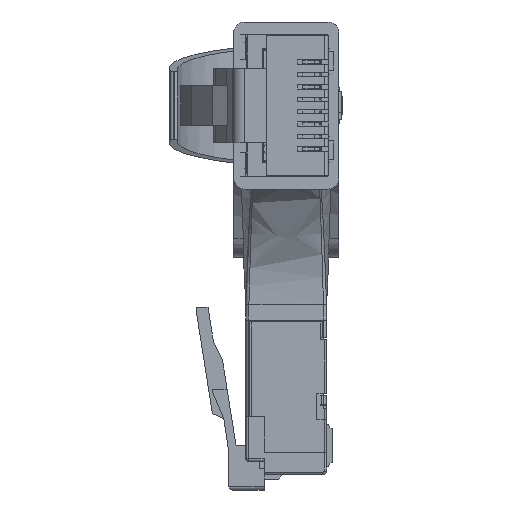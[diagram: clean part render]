
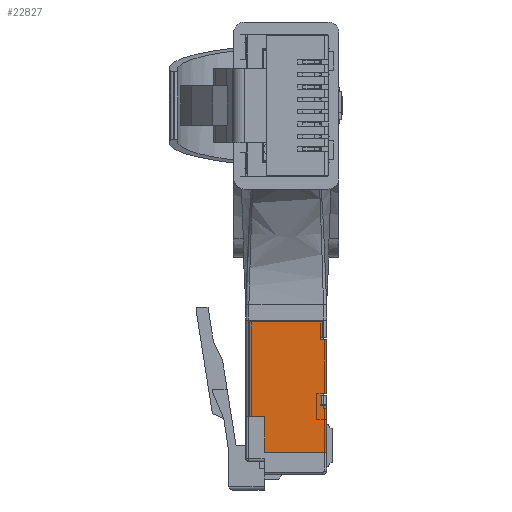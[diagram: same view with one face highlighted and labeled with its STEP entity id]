
A CAD part, left-side view. The second image highlights one B-rep face of the part: STEP entity #22827.
In plain terms, the highlighted face is planar.
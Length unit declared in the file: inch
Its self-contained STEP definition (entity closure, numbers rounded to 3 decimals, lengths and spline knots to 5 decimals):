
#724 = CARTESIAN_POINT ( 'NONE',  ( 0.11417, 0.12992, 0.22992 ) ) ;
#816 = ORIENTED_EDGE ( 'NONE', *, *, #1695, .T. ) ;
#1023 = VECTOR ( 'NONE', #28138, 39.37008 ) ;
#1695 = EDGE_CURVE ( 'NONE', #2952, #39787, #3084, .T. ) ;
#2796 = EDGE_CURVE ( 'NONE', #2952, #51429, #33614, .T. ) ;
#2952 = VERTEX_POINT ( 'NONE', #56083 ) ;
#3084 = LINE ( 'NONE', #33930, #47669 ) ;
#4163 = ORIENTED_EDGE ( 'NONE', *, *, #51997, .F. ) ;
#4328 = CARTESIAN_POINT ( 'NONE',  ( 0., 0.0689, 0.22992 ) ) ;
#4868 = ORIENTED_EDGE ( 'NONE', *, *, #2796, .F. ) ;
#5091 = FACE_OUTER_BOUND ( 'NONE', #55475, .T. ) ;
#5691 = CARTESIAN_POINT ( 'NONE',  ( 0.18878, 0.11811, 0.22992 ) ) ;
#5786 = ORIENTED_EDGE ( 'NONE', *, *, #34871, .T. ) ;
#6100 = PLANE ( 'NONE',  #15423 ) ;
#6208 = VECTOR ( 'NONE', #38140, 39.37008 ) ;
#6445 = VECTOR ( 'NONE', #43165, 39.37008 ) ;
#6538 = CARTESIAN_POINT ( 'NONE',  ( 0.4252, 0.11811, 0.22992 ) ) ;
#6575 = EDGE_CURVE ( 'NONE', #9196, #52554, #34021, .T. ) ;
#6924 = CARTESIAN_POINT ( 'NONE',  ( 0.4252, -0.11031, 0.22992 ) ) ;
#7270 = VERTEX_POINT ( 'NONE', #13649 ) ;
#7449 = CARTESIAN_POINT ( 'NONE',  ( 0.11417, 0.0689, 0.22992 ) ) ;
#7592 = VECTOR ( 'NONE', #17361, 39.37008 ) ;
#7636 = DIRECTION ( 'NONE',  ( -1., 0., 0. ) ) ;
#8051 = DIRECTION ( 'NONE',  ( 0., -1., 0. ) ) ;
#8568 = ORIENTED_EDGE ( 'NONE', *, *, #31535, .F. ) ;
#9196 = VERTEX_POINT ( 'NONE', #31309 ) ;
#9480 = VERTEX_POINT ( 'NONE', #45851 ) ;
#11919 = DIRECTION ( 'NONE',  ( 0., -1., 0. ) ) ;
#12938 = CARTESIAN_POINT ( 'NONE',  ( 0., 0.0689, 0.22992 ) ) ;
#13649 = CARTESIAN_POINT ( 'NONE',  ( 0.15433, -0.11031, 0.22992 ) ) ;
#13654 = ORIENTED_EDGE ( 'NONE', *, *, #21194, .F. ) ;
#13768 = VERTEX_POINT ( 'NONE', #22057 ) ;
#14161 = CARTESIAN_POINT ( 'NONE',  ( 0.4252, -0.11811, 0.22992 ) ) ;
#14934 = CARTESIAN_POINT ( 'NONE',  ( 0.36299, -0.12992, 0.22992 ) ) ;
#15417 = VECTOR ( 'NONE', #28317, 39.37008 ) ;
#15423 = AXIS2_PLACEMENT_3D ( 'NONE', #58077, #48500, #54083 ) ;
#15673 = VECTOR ( 'NONE', #47039, 39.37008 ) ;
#16148 = VECTOR ( 'NONE', #54441, 39.37008 ) ;
#16213 = CARTESIAN_POINT ( 'NONE',  ( 0.36299, -0.12992, 0.22992 ) ) ;
#17249 = VECTOR ( 'NONE', #8051, 39.37008 ) ;
#17361 = DIRECTION ( 'NONE',  ( 1., 0., 0. ) ) ;
#17419 = CARTESIAN_POINT ( 'NONE',  ( 0.36299, -0.11811, 0.22992 ) ) ;
#17639 = CARTESIAN_POINT ( 'NONE',  ( 0.36811, -0.11811, 0.22992 ) ) ;
#18763 = ORIENTED_EDGE ( 'NONE', *, *, #53924, .F. ) ;
#19120 = LINE ( 'NONE', #33018, #6445 ) ;
#19506 = EDGE_CURVE ( 'NONE', #9480, #42644, #20371, .T. ) ;
#19654 = EDGE_CURVE ( 'NONE', #42644, #21214, #38185, .T. ) ;
#19749 = DIRECTION ( 'NONE',  ( -1., 0., 0. ) ) ;
#20213 = LINE ( 'NONE', #724, #56636 ) ;
#20277 = LINE ( 'NONE', #31488, #7592 ) ;
#20371 = LINE ( 'NONE', #47073, #1023 ) ;
#20652 = DIRECTION ( 'NONE',  ( -1., 0., 0. ) ) ;
#20874 = VERTEX_POINT ( 'NONE', #54660 ) ;
#21194 = EDGE_CURVE ( 'NONE', #23212, #23792, #34319, .T. ) ;
#21214 = VERTEX_POINT ( 'NONE', #55647 ) ;
#21660 = VECTOR ( 'NONE', #7636, 39.37008 ) ;
#22057 = CARTESIAN_POINT ( 'NONE',  ( 0.18386, -0.11031, 0.22992 ) ) ;
#22827 = ADVANCED_FACE ( 'NONE', ( #5091 ), #6100, .F. ) ;
#23212 = VERTEX_POINT ( 'NONE', #14161 ) ;
#23792 = VERTEX_POINT ( 'NONE', #17639 ) ;
#23894 = EDGE_CURVE ( 'NONE', #25542, #21214, #19120, .T. ) ;
#24314 = VECTOR ( 'NONE', #20652, 39.37008 ) ;
#25065 = LINE ( 'NONE', #61586, #15417 ) ;
#25312 = LINE ( 'NONE', #41858, #15673 ) ;
#25542 = VERTEX_POINT ( 'NONE', #4328 ) ;
#26107 = ORIENTED_EDGE ( 'NONE', *, *, #58224, .F. ) ;
#26410 = VERTEX_POINT ( 'NONE', #52399 ) ;
#26848 = ORIENTED_EDGE ( 'NONE', *, *, #6575, .F. ) ;
#28138 = DIRECTION ( 'NONE',  ( 0., -1., 0. ) ) ;
#28155 = ORIENTED_EDGE ( 'NONE', *, *, #49521, .F. ) ;
#28317 = DIRECTION ( 'NONE',  ( -1., 0., 0. ) ) ;
#28681 = ORIENTED_EDGE ( 'NONE', *, *, #41131, .F. ) ;
#30400 = ORIENTED_EDGE ( 'NONE', *, *, #19654, .F. ) ;
#31309 = CARTESIAN_POINT ( 'NONE',  ( 0.18878, -0.12992, 0.22992 ) ) ;
#31440 = VECTOR ( 'NONE', #51353, 39.37008 ) ;
#31488 = CARTESIAN_POINT ( 'NONE',  ( 0.15433, -0.11523, 0.22992 ) ) ;
#31535 = EDGE_CURVE ( 'NONE', #46595, #23212, #56616, .T. ) ;
#31616 = VECTOR ( 'NONE', #19749, 39.37008 ) ;
#32018 = CARTESIAN_POINT ( 'NONE',  ( 0.36811, -0.11031, 0.22992 ) ) ;
#33018 = CARTESIAN_POINT ( 'NONE',  ( 0., 0.11811, 0.22992 ) ) ;
#33614 = LINE ( 'NONE', #17419, #17249 ) ;
#33930 = CARTESIAN_POINT ( 'NONE',  ( 0.36811, -0.11031, 0.22992 ) ) ;
#34021 = LINE ( 'NONE', #5691, #59287 ) ;
#34319 = LINE ( 'NONE', #45443, #21660 ) ;
#34567 = VERTEX_POINT ( 'NONE', #37331 ) ;
#34871 = EDGE_CURVE ( 'NONE', #39787, #23792, #59371, .T. ) ;
#34879 = LINE ( 'NONE', #6538, #40079 ) ;
#35453 = LINE ( 'NONE', #6924, #24314 ) ;
#36438 = EDGE_CURVE ( 'NONE', #52554, #13768, #25065, .T. ) ;
#37331 = CARTESIAN_POINT ( 'NONE',  ( 0.18386, -0.11523, 0.22992 ) ) ;
#38140 = DIRECTION ( 'NONE',  ( -1., 0., 0. ) ) ;
#38185 = LINE ( 'NONE', #56247, #6208 ) ;
#38559 = VECTOR ( 'NONE', #11919, 39.37008 ) ;
#39778 = LINE ( 'NONE', #14934, #31616 ) ;
#39787 = VERTEX_POINT ( 'NONE', #32018 ) ;
#40079 = VECTOR ( 'NONE', #40215, 39.37008 ) ;
#40215 = DIRECTION ( 'NONE',  ( -1., 0., 0. ) ) ;
#41131 = EDGE_CURVE ( 'NONE', #13768, #34567, #25312, .T. ) ;
#41858 = CARTESIAN_POINT ( 'NONE',  ( 0.18386, 0.11811, 0.22992 ) ) ;
#42548 = ORIENTED_EDGE ( 'NONE', *, *, #23894, .T. ) ;
#42644 = VERTEX_POINT ( 'NONE', #48166 ) ;
#42907 = DIRECTION ( 'NONE',  ( 0., 1., 0. ) ) ;
#43165 = DIRECTION ( 'NONE',  ( 0., -1., 0. ) ) ;
#43710 = DIRECTION ( 'NONE',  ( 0., 1., 0. ) ) ;
#45443 = CARTESIAN_POINT ( 'NONE',  ( 0.4252, -0.11811, 0.22992 ) ) ;
#45851 = CARTESIAN_POINT ( 'NONE',  ( 0.14941, -0.11031, 0.22992 ) ) ;
#46595 = VERTEX_POINT ( 'NONE', #50743 ) ;
#47039 = DIRECTION ( 'NONE',  ( 0., -1., 0. ) ) ;
#47073 = CARTESIAN_POINT ( 'NONE',  ( 0.14941, 0.11811, 0.22992 ) ) ;
#47290 = EDGE_CURVE ( 'NONE', #46595, #26410, #34879, .T. ) ;
#47473 = CARTESIAN_POINT ( 'NONE',  ( 0.18878, -0.11031, 0.22992 ) ) ;
#47669 = VECTOR ( 'NONE', #48431, 39.37008 ) ;
#47717 = CARTESIAN_POINT ( 'NONE',  ( 0.4252, 0.11811, 0.22992 ) ) ;
#48166 = CARTESIAN_POINT ( 'NONE',  ( 0.14941, -0.12992, 0.22992 ) ) ;
#48431 = DIRECTION ( 'NONE',  ( 1., 0., 0. ) ) ;
#48500 = DIRECTION ( 'NONE',  ( 0., 0., -1. ) ) ;
#48565 = ORIENTED_EDGE ( 'NONE', *, *, #55325, .T. ) ;
#48876 = LINE ( 'NONE', #49441, #16148 ) ;
#49441 = CARTESIAN_POINT ( 'NONE',  ( 0.15433, 0.11811, 0.22992 ) ) ;
#49521 = EDGE_CURVE ( 'NONE', #7270, #9480, #35453, .T. ) ;
#50294 = VERTEX_POINT ( 'NONE', #7449 ) ;
#50335 = CARTESIAN_POINT ( 'NONE',  ( 0.36811, -0.11811, 0.22992 ) ) ;
#50743 = CARTESIAN_POINT ( 'NONE',  ( 0.4252, 0.11811, 0.22992 ) ) ;
#51353 = DIRECTION ( 'NONE',  ( 1., 0., 0. ) ) ;
#51429 = VERTEX_POINT ( 'NONE', #16213 ) ;
#51997 = EDGE_CURVE ( 'NONE', #51429, #9196, #39778, .T. ) ;
#52224 = ORIENTED_EDGE ( 'NONE', *, *, #60126, .F. ) ;
#52399 = CARTESIAN_POINT ( 'NONE',  ( 0.11417, 0.11811, 0.22992 ) ) ;
#52490 = DIRECTION ( 'NONE',  ( 0., -1., 0. ) ) ;
#52551 = ORIENTED_EDGE ( 'NONE', *, *, #36438, .F. ) ;
#52554 = VERTEX_POINT ( 'NONE', #47473 ) ;
#53726 = LINE ( 'NONE', #12938, #31440 ) ;
#53806 = ORIENTED_EDGE ( 'NONE', *, *, #19506, .F. ) ;
#53924 = EDGE_CURVE ( 'NONE', #25542, #50294, #53726, .T. ) ;
#54083 = DIRECTION ( 'NONE',  ( -1., 0., 0. ) ) ;
#54369 = VECTOR ( 'NONE', #52490, 39.37008 ) ;
#54441 = DIRECTION ( 'NONE',  ( 0., 1., 0. ) ) ;
#54660 = CARTESIAN_POINT ( 'NONE',  ( 0.15433, -0.11523, 0.22992 ) ) ;
#55325 = EDGE_CURVE ( 'NONE', #20874, #34567, #20277, .T. ) ;
#55475 = EDGE_LOOP ( 'NONE', ( #5786, #13654, #8568, #60567, #52224, #18763, #42548, #30400, #53806, #28155, #26107, #48565, #28681, #52551, #26848, #4163, #4868, #816 ) ) ;
#55647 = CARTESIAN_POINT ( 'NONE',  ( 0., -0.12992, 0.22992 ) ) ;
#56083 = CARTESIAN_POINT ( 'NONE',  ( 0.36299, -0.11031, 0.22992 ) ) ;
#56247 = CARTESIAN_POINT ( 'NONE',  ( 0.36299, -0.12992, 0.22992 ) ) ;
#56616 = LINE ( 'NONE', #47717, #54369 ) ;
#56636 = VECTOR ( 'NONE', #42907, 39.37008 ) ;
#58077 = CARTESIAN_POINT ( 'NONE',  ( 0.4252, 0.11811, 0.22992 ) ) ;
#58224 = EDGE_CURVE ( 'NONE', #20874, #7270, #48876, .T. ) ;
#59287 = VECTOR ( 'NONE', #43710, 39.37008 ) ;
#59371 = LINE ( 'NONE', #50335, #38559 ) ;
#60126 = EDGE_CURVE ( 'NONE', #50294, #26410, #20213, .T. ) ;
#60567 = ORIENTED_EDGE ( 'NONE', *, *, #47290, .T. ) ;
#61586 = CARTESIAN_POINT ( 'NONE',  ( 0.4252, -0.11031, 0.22992 ) ) ;
